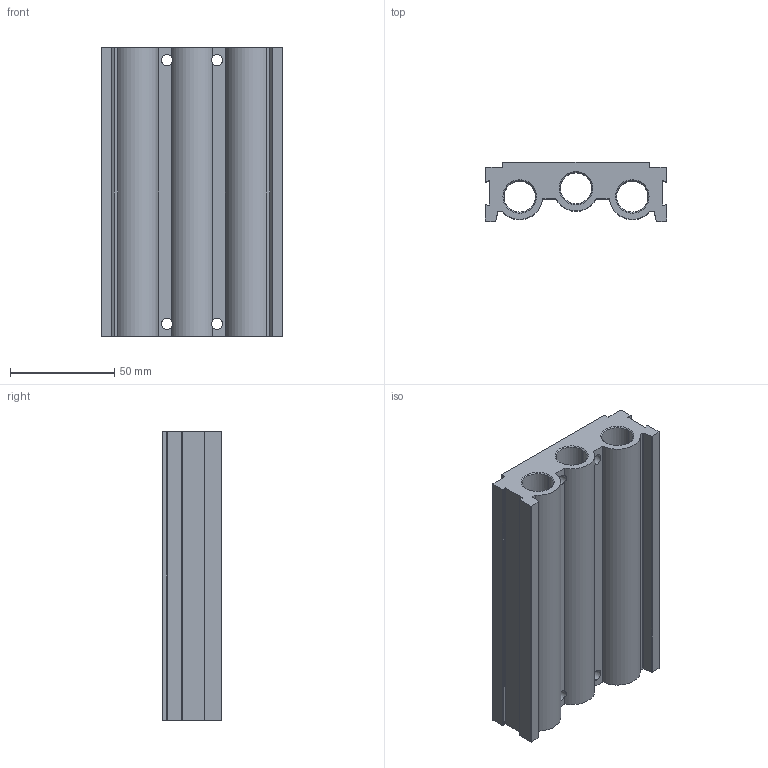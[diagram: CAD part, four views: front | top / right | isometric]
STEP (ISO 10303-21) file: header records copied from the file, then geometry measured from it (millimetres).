
FILE_DESCRIPTION (( 'STEP AP203' ), '1' );
FILE_NAME ('SCB51-D-04.STEP', '2016-05-09T08:37:01', ( '' ), ( '' ), 'SwSTEP 2.0', 'SolidWorks 2008', '' );
FILE_SCHEMA (( 'CONFIG_CONTROL_DESIGN' ));
Length unit declared in the file: millimetre
Products named in the file (1): SCB51-D-04
Bounding box: 87 x 28.5 x 138.5 mm (x, y, z)
Volume: 182443.7 mm3; surface area: 62418.8 mm2
Topology: 1 solids, 1 shells, 178 faces, 464 edges, 292 vertices
Faces by surface type: cylinder 85, cone 52, plane 41
Entity records: 6631 total; most frequent: CARTESIAN_POINT 2027, DIRECTION 980, ORIENTED_EDGE 928, EDGE_CURVE 464, AXIS2_PLACEMENT_3D 381, VERTEX_POINT 292, EDGE_LOOP 220, VECTOR 218
